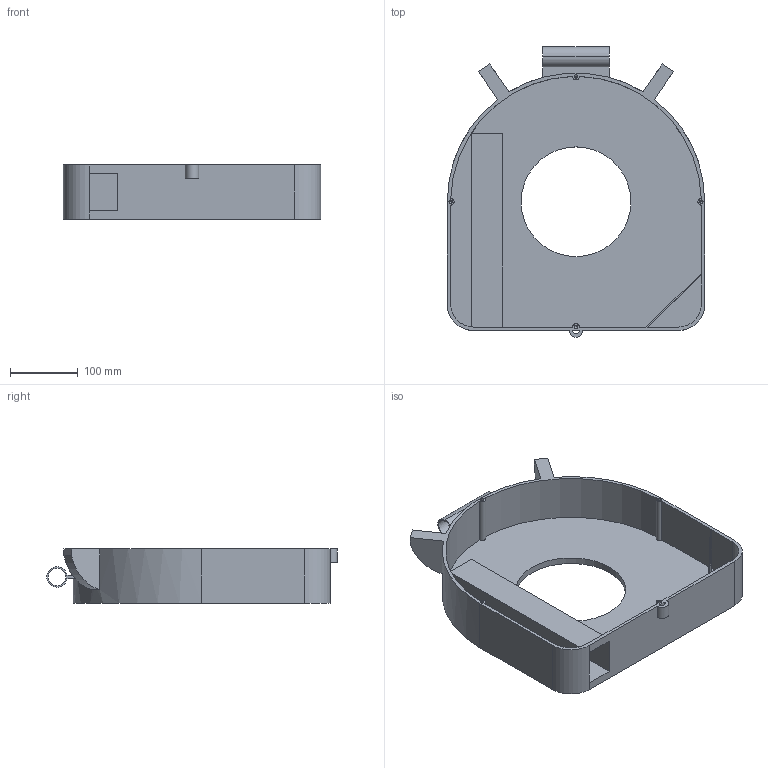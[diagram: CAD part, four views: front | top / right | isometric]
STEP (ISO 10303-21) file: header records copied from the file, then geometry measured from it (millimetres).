
FILE_DESCRIPTION (( 'STEP AP214' ), '1' );
FILE_NAME ('chassis.STEP', '2019-08-05T14:36:11', ( 'aurora' ), ( '' ), 'SwSTEP 2.0', 'SolidWorks 2014', '' );
FILE_SCHEMA (( 'AUTOMOTIVE_DESIGN' ));
Length unit declared in the file: millimetre
Products named in the file (1): chassis
Bounding box: 380 x 428.71 x 80 mm (x, y, z)
Volume: 1776313.5 mm3; surface area: 557089.8 mm2
Topology: 1 solids, 1 shells, 76 faces, 204 edges, 128 vertices
Faces by surface type: plane 37, cylinder 31, cone 8
Entity records: 2461 total; most frequent: DIRECTION 421, CARTESIAN_POINT 401, ORIENTED_EDGE 392, EDGE_CURVE 196, AXIS2_PLACEMENT_3D 148, VERTEX_POINT 128, VECTOR 125, LINE 125
